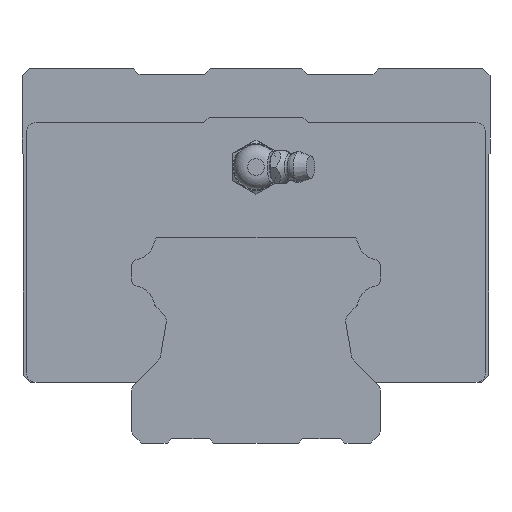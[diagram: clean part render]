
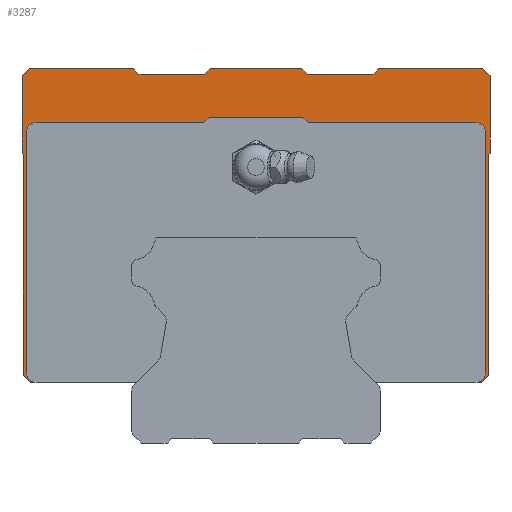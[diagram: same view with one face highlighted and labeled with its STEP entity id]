
A CAD part, front view. The second image highlights one B-rep face of the part: STEP entity #3287.
In plain terms, the highlighted planar face has unit normal (0, -1, 0).
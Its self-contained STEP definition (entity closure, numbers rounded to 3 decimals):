
#196=LINE('',#5973,#456);
#205=LINE('',#5991,#465);
#208=LINE('',#5997,#468);
#211=LINE('',#6003,#471);
#214=LINE('',#6009,#474);
#217=LINE('',#6015,#477);
#220=LINE('',#6025,#480);
#223=LINE('',#6031,#483);
#226=LINE('',#6037,#486);
#229=LINE('',#6043,#489);
#232=LINE('',#6049,#492);
#235=LINE('',#6055,#495);
#238=LINE('',#6061,#498);
#241=LINE('',#6067,#501);
#244=LINE('',#6077,#504);
#247=LINE('',#6083,#507);
#250=LINE('',#6089,#510);
#253=LINE('',#6095,#513);
#256=LINE('',#6101,#516);
#259=LINE('',#6107,#519);
#263=LINE('',#6116,#523);
#306=LINE('',#6268,#566);
#307=LINE('',#6272,#567);
#308=LINE('',#6274,#568);
#309=LINE('',#6276,#569);
#310=LINE('',#6278,#570);
#311=LINE('',#6280,#571);
#312=LINE('',#6284,#572);
#456=VECTOR('',#4872,1000.);
#465=VECTOR('',#4883,1000.);
#468=VECTOR('',#4888,1000.);
#471=VECTOR('',#4893,1000.);
#474=VECTOR('',#4898,1000.);
#477=VECTOR('',#4903,1000.);
#480=VECTOR('',#4912,1000.);
#483=VECTOR('',#4917,1000.);
#486=VECTOR('',#4922,1000.);
#489=VECTOR('',#4927,1000.);
#492=VECTOR('',#4932,1000.);
#495=VECTOR('',#4937,1000.);
#498=VECTOR('',#4942,1000.);
#501=VECTOR('',#4947,1000.);
#504=VECTOR('',#4956,1000.);
#507=VECTOR('',#4961,1000.);
#510=VECTOR('',#4966,1000.);
#513=VECTOR('',#4971,1000.);
#516=VECTOR('',#4976,1000.);
#519=VECTOR('',#4981,1000.);
#523=VECTOR('',#4987,1000.);
#566=VECTOR('',#5148,1000.);
#567=VECTOR('',#5151,1000.);
#568=VECTOR('',#5152,1000.);
#569=VECTOR('',#5153,1000.);
#570=VECTOR('',#5154,1000.);
#571=VECTOR('',#5155,1000.);
#572=VECTOR('',#5158,1000.);
#694=PLANE('',#4299);
#1354=ORIENTED_EDGE('',*,*,#1990,.F.);
#1355=ORIENTED_EDGE('',*,*,#1844,.T.);
#1356=ORIENTED_EDGE('',*,*,#1853,.T.);
#1357=ORIENTED_EDGE('',*,*,#1856,.T.);
#1358=ORIENTED_EDGE('',*,*,#1859,.T.);
#1359=ORIENTED_EDGE('',*,*,#1862,.T.);
#1360=ORIENTED_EDGE('',*,*,#1865,.T.);
#1361=ORIENTED_EDGE('',*,*,#1870,.T.);
#1362=ORIENTED_EDGE('',*,*,#1873,.T.);
#1363=ORIENTED_EDGE('',*,*,#1876,.T.);
#1364=ORIENTED_EDGE('',*,*,#1879,.T.);
#1365=ORIENTED_EDGE('',*,*,#1882,.T.);
#1366=ORIENTED_EDGE('',*,*,#1885,.T.);
#1367=ORIENTED_EDGE('',*,*,#1888,.T.);
#1368=ORIENTED_EDGE('',*,*,#1891,.T.);
#1369=ORIENTED_EDGE('',*,*,#1896,.T.);
#1370=ORIENTED_EDGE('',*,*,#1899,.T.);
#1371=ORIENTED_EDGE('',*,*,#1902,.T.);
#1372=ORIENTED_EDGE('',*,*,#1905,.T.);
#1373=ORIENTED_EDGE('',*,*,#1908,.T.);
#1374=ORIENTED_EDGE('',*,*,#1911,.T.);
#1375=ORIENTED_EDGE('',*,*,#1915,.T.);
#1376=ORIENTED_EDGE('',*,*,#1991,.F.);
#1377=ORIENTED_EDGE('',*,*,#1992,.F.);
#1378=ORIENTED_EDGE('',*,*,#1993,.F.);
#1379=ORIENTED_EDGE('',*,*,#1994,.F.);
#1380=ORIENTED_EDGE('',*,*,#1995,.F.);
#1381=ORIENTED_EDGE('',*,*,#1996,.F.);
#1382=ORIENTED_EDGE('',*,*,#1997,.F.);
#1383=ORIENTED_EDGE('',*,*,#1998,.F.);
#1384=ORIENTED_EDGE('',*,*,#1999,.F.);
#1385=ORIENTED_EDGE('',*,*,#2000,.F.);
#1844=EDGE_CURVE('',#2231,#2232,#196,.T.);
#1853=EDGE_CURVE('',#2232,#2238,#205,.T.);
#1856=EDGE_CURVE('',#2238,#2240,#208,.T.);
#1859=EDGE_CURVE('',#2240,#2242,#211,.T.);
#1862=EDGE_CURVE('',#2242,#2244,#214,.T.);
#1865=EDGE_CURVE('',#2244,#2246,#217,.T.);
#1870=EDGE_CURVE('',#2246,#2250,#220,.T.);
#1873=EDGE_CURVE('',#2250,#2252,#223,.T.);
#1876=EDGE_CURVE('',#2252,#2254,#226,.T.);
#1879=EDGE_CURVE('',#2254,#2256,#229,.T.);
#1882=EDGE_CURVE('',#2256,#2258,#232,.T.);
#1885=EDGE_CURVE('',#2258,#2260,#235,.T.);
#1888=EDGE_CURVE('',#2260,#2262,#238,.T.);
#1891=EDGE_CURVE('',#2262,#2264,#241,.T.);
#1896=EDGE_CURVE('',#2264,#2268,#244,.T.);
#1899=EDGE_CURVE('',#2268,#2270,#247,.T.);
#1902=EDGE_CURVE('',#2270,#2272,#250,.T.);
#1905=EDGE_CURVE('',#2272,#2274,#253,.T.);
#1908=EDGE_CURVE('',#2274,#2276,#256,.T.);
#1911=EDGE_CURVE('',#2276,#2278,#259,.T.);
#1915=EDGE_CURVE('',#2278,#2282,#263,.T.);
#1990=EDGE_CURVE('',#2231,#2331,#2515,.T.);
#1991=EDGE_CURVE('',#2332,#2282,#2516,.T.);
#1992=EDGE_CURVE('',#2333,#2332,#306,.T.);
#1993=EDGE_CURVE('',#2334,#2333,#2517,.T.);
#1994=EDGE_CURVE('',#2335,#2334,#307,.T.);
#1995=EDGE_CURVE('',#2336,#2335,#308,.T.);
#1996=EDGE_CURVE('',#2337,#2336,#309,.T.);
#1997=EDGE_CURVE('',#2338,#2337,#310,.T.);
#1998=EDGE_CURVE('',#2339,#2338,#311,.T.);
#1999=EDGE_CURVE('',#2340,#2339,#2518,.T.);
#2000=EDGE_CURVE('',#2331,#2340,#312,.T.);
#2231=VERTEX_POINT('',#5974);
#2232=VERTEX_POINT('',#5975);
#2238=VERTEX_POINT('',#5990);
#2240=VERTEX_POINT('',#5996);
#2242=VERTEX_POINT('',#6002);
#2244=VERTEX_POINT('',#6008);
#2246=VERTEX_POINT('',#6014);
#2250=VERTEX_POINT('',#6024);
#2252=VERTEX_POINT('',#6030);
#2254=VERTEX_POINT('',#6036);
#2256=VERTEX_POINT('',#6042);
#2258=VERTEX_POINT('',#6048);
#2260=VERTEX_POINT('',#6054);
#2262=VERTEX_POINT('',#6060);
#2264=VERTEX_POINT('',#6066);
#2268=VERTEX_POINT('',#6076);
#2270=VERTEX_POINT('',#6082);
#2272=VERTEX_POINT('',#6088);
#2274=VERTEX_POINT('',#6094);
#2276=VERTEX_POINT('',#6100);
#2278=VERTEX_POINT('',#6106);
#2282=VERTEX_POINT('',#6115);
#2331=VERTEX_POINT('',#6265);
#2332=VERTEX_POINT('',#6267);
#2333=VERTEX_POINT('',#6269);
#2334=VERTEX_POINT('',#6271);
#2335=VERTEX_POINT('',#6273);
#2336=VERTEX_POINT('',#6275);
#2337=VERTEX_POINT('',#6277);
#2338=VERTEX_POINT('',#6279);
#2339=VERTEX_POINT('',#6281);
#2340=VERTEX_POINT('',#6283);
#2515=CIRCLE('',#4300,2.);
#2516=CIRCLE('',#4301,2.);
#2517=CIRCLE('',#4302,2.);
#2518=CIRCLE('',#4303,2.);
#2744=EDGE_LOOP('',(#1354,#1355,#1356,#1357,#1358,#1359,#1360,#1361,#1362,
#1363,#1364,#1365,#1366,#1367,#1368,#1369,#1370,#1371,#1372,#1373,#1374,
#1375,#1376,#1377,#1378,#1379,#1380,#1381,#1382,#1383,#1384,#1385));
#3005=FACE_BOUND('',#2744,.T.);
#3287=ADVANCED_FACE('',(#3005),#694,.T.);
#4299=AXIS2_PLACEMENT_3D('',#6263,#5142,#5143);
#4300=AXIS2_PLACEMENT_3D('',#6264,#5144,#5145);
#4301=AXIS2_PLACEMENT_3D('',#6266,#5146,#5147);
#4302=AXIS2_PLACEMENT_3D('',#6270,#5149,#5150);
#4303=AXIS2_PLACEMENT_3D('',#6282,#5156,#5157);
#4872=DIRECTION('',(1.,0.,0.));
#4883=DIRECTION('',(0.707,0.,0.707));
#4888=DIRECTION('',(0.,0.,1.));
#4893=DIRECTION('',(0.707,0.,0.707));
#4898=DIRECTION('',(0.,0.,1.));
#4903=DIRECTION('',(-0.707,0.,0.707));
#4912=DIRECTION('',(-1.,0.,0.));
#4917=DIRECTION('',(-0.707,0.,-0.707));
#4922=DIRECTION('',(-1.,0.,0.));
#4927=DIRECTION('',(-0.707,0.,0.707));
#4932=DIRECTION('',(-1.,0.,0.));
#4937=DIRECTION('',(-0.707,0.,-0.707));
#4942=DIRECTION('',(-1.,0.,0.));
#4947=DIRECTION('',(-0.707,0.,0.707));
#4956=DIRECTION('',(-1.,0.,0.));
#4961=DIRECTION('',(-0.707,0.,-0.707));
#4966=DIRECTION('',(0.,0.,-1.));
#4971=DIRECTION('',(0.707,0.,-0.707));
#4976=DIRECTION('',(0.,0.,-1.));
#4981=DIRECTION('',(0.707,0.,-0.707));
#4987=DIRECTION('',(1.,0.,0.));
#5142=DIRECTION('',(0.,-1.,0.));
#5143=DIRECTION('',(0.,0.,-1.));
#5144=DIRECTION('',(0.,-1.,0.));
#5145=DIRECTION('',(0.,0.,-1.));
#5146=DIRECTION('',(0.,-1.,0.));
#5147=DIRECTION('',(0.,0.,-1.));
#5148=DIRECTION('',(0.,0.,-1.));
#5149=DIRECTION('',(0.,-1.,0.));
#5150=DIRECTION('',(0.,0.,-1.));
#5151=DIRECTION('',(-1.,0.,0.));
#5152=DIRECTION('',(-0.707,0.,-0.707));
#5153=DIRECTION('',(-1.,0.,0.));
#5154=DIRECTION('',(-0.707,0.,0.707));
#5155=DIRECTION('',(-1.,0.,0.));
#5156=DIRECTION('',(0.,-1.,0.));
#5157=DIRECTION('',(0.,0.,-1.));
#5158=DIRECTION('',(0.,0.,1.));
#5973=CARTESIAN_POINT('',(25.5,-58.75,13.));
#5974=CARTESIAN_POINT('',(47.,-58.75,13.));
#5975=CARTESIAN_POINT('',(48.2,-58.75,13.));
#5990=CARTESIAN_POINT('',(49.7,-58.75,14.5));
#5991=CARTESIAN_POINT('',(48.2,-58.75,13.));
#5996=CARTESIAN_POINT('',(49.7,-58.75,61.7));
#5997=CARTESIAN_POINT('',(49.7,-58.75,61.7));
#6002=CARTESIAN_POINT('',(50.,-58.75,62.));
#6003=CARTESIAN_POINT('',(50.,-58.75,62.));
#6008=CARTESIAN_POINT('',(50.,-58.75,78.5));
#6009=CARTESIAN_POINT('',(50.,-58.75,78.5));
#6014=CARTESIAN_POINT('',(48.5,-58.75,80.));
#6015=CARTESIAN_POINT('',(48.5,-58.75,80.));
#6024=CARTESIAN_POINT('',(26.2,-58.75,80.));
#6025=CARTESIAN_POINT('',(26.2,-58.75,80.));
#6030=CARTESIAN_POINT('',(25.,-58.75,78.8));
#6031=CARTESIAN_POINT('',(26.2,-58.75,80.));
#6036=CARTESIAN_POINT('',(11.,-58.75,78.8));
#6037=CARTESIAN_POINT('',(11.,-58.75,78.8));
#6042=CARTESIAN_POINT('',(9.8,-58.75,80.));
#6043=CARTESIAN_POINT('',(9.8,-58.75,80.));
#6048=CARTESIAN_POINT('',(-9.8,-58.75,80.));
#6049=CARTESIAN_POINT('',(-9.8,-58.75,80.));
#6054=CARTESIAN_POINT('',(-11.,-58.75,78.8));
#6055=CARTESIAN_POINT('',(-9.8,-58.75,80.));
#6060=CARTESIAN_POINT('',(-25.,-58.75,78.8));
#6061=CARTESIAN_POINT('',(-11.,-58.75,78.8));
#6066=CARTESIAN_POINT('',(-26.2,-58.75,80.));
#6067=CARTESIAN_POINT('',(-26.2,-58.75,80.));
#6076=CARTESIAN_POINT('',(-48.5,-58.75,80.));
#6077=CARTESIAN_POINT('',(-26.2,-58.75,80.));
#6082=CARTESIAN_POINT('',(-50.,-58.75,78.5));
#6083=CARTESIAN_POINT('',(-48.5,-58.75,80.));
#6088=CARTESIAN_POINT('',(-50.,-58.75,62.));
#6089=CARTESIAN_POINT('',(-50.,-58.75,78.5));
#6094=CARTESIAN_POINT('',(-49.7,-58.75,61.7));
#6095=CARTESIAN_POINT('',(-50.,-58.75,62.));
#6100=CARTESIAN_POINT('',(-49.7,-58.75,14.5));
#6101=CARTESIAN_POINT('',(-49.7,-58.75,61.7));
#6106=CARTESIAN_POINT('',(-48.2,-58.75,13.));
#6107=CARTESIAN_POINT('',(-48.2,-58.75,13.));
#6115=CARTESIAN_POINT('',(-47.,-58.75,13.));
#6116=CARTESIAN_POINT('',(-48.2,-58.75,13.));
#6263=CARTESIAN_POINT('',(-22.365,-58.75,18.964));
#6264=CARTESIAN_POINT('',(47.,-58.75,15.));
#6265=CARTESIAN_POINT('',(49.,-58.75,15.));
#6266=CARTESIAN_POINT('',(-47.,-58.75,15.));
#6267=CARTESIAN_POINT('',(-49.,-58.75,15.));
#6268=CARTESIAN_POINT('',(-49.,-58.75,18.964));
#6269=CARTESIAN_POINT('',(-49.,-58.75,66.5));
#6270=CARTESIAN_POINT('',(-47.,-58.75,66.5));
#6271=CARTESIAN_POINT('',(-47.,-58.75,68.5));
#6272=CARTESIAN_POINT('',(-22.365,-58.75,68.5));
#6273=CARTESIAN_POINT('',(-11.2,-58.75,68.5));
#6274=CARTESIAN_POINT('',(-41.55,-58.75,38.15));
#6275=CARTESIAN_POINT('',(-10.,-58.75,69.7));
#6276=CARTESIAN_POINT('',(-22.365,-58.75,69.7));
#6277=CARTESIAN_POINT('',(10.,-58.75,69.7));
#6278=CARTESIAN_POINT('',(19.186,-58.75,60.514));
#6279=CARTESIAN_POINT('',(11.2,-58.75,68.5));
#6280=CARTESIAN_POINT('',(-22.365,-58.75,68.5));
#6281=CARTESIAN_POINT('',(47.,-58.75,68.5));
#6282=CARTESIAN_POINT('',(47.,-58.75,66.5));
#6283=CARTESIAN_POINT('',(49.,-58.75,66.5));
#6284=CARTESIAN_POINT('',(49.,-58.75,18.964));
